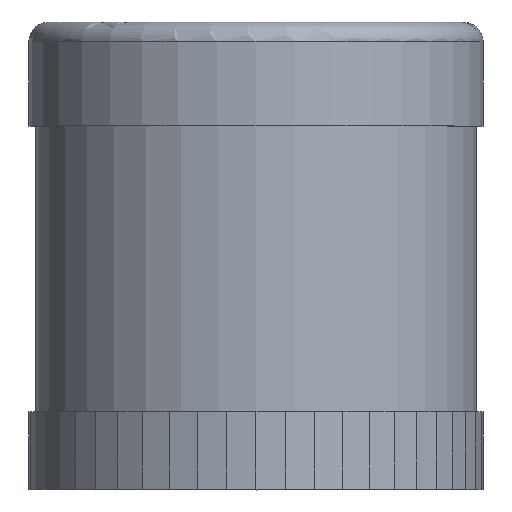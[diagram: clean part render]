
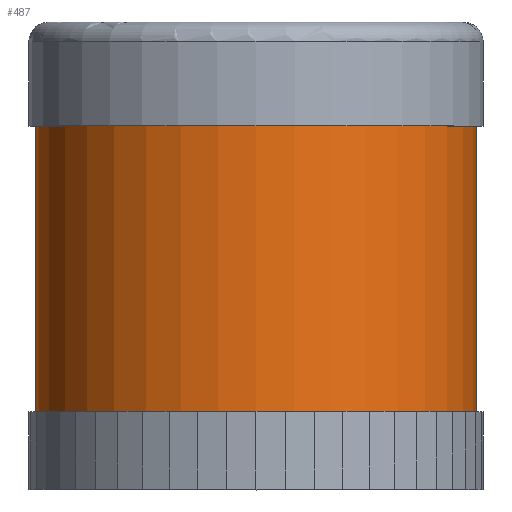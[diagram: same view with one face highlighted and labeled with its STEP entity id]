
A CAD part, top view. The second image highlights one B-rep face of the part: STEP entity #487.
In plain terms, the highlighted cylindrical face has radius 34 mm (diameter 68 mm), a partial arc.
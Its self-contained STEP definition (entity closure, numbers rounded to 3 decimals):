
#438=CYLINDRICAL_SURFACE('',#9463,34.);
#487=ADVANCED_FACE('NONE',(#1330),#438,.T.);
#1330=FACE_OUTER_BOUND('',#1801,.T.);
#1801=EDGE_LOOP('',(#2576,#2577,#2578,#2579));
#2346=CIRCLE('',#9461,34.);
#2347=CIRCLE('',#9462,34.);
#2576=ORIENTED_EDGE('',*,*,#6106,.F.);
#2577=ORIENTED_EDGE('',*,*,#6105,.F.);
#2578=ORIENTED_EDGE('',*,*,#6107,.T.);
#2579=ORIENTED_EDGE('',*,*,#6103,.T.);
#5220=VERTEX_POINT('',#12355);
#5221=VERTEX_POINT('',#12356);
#5222=VERTEX_POINT('',#12358);
#5223=VERTEX_POINT('',#12360);
#6103=EDGE_CURVE('NONE',#5222,#5220,#7399,.T.);
#6105=EDGE_CURVE('NONE',#5223,#5221,#7400,.T.);
#6106=EDGE_CURVE('NONE',#5221,#5220,#2346,.T.);
#6107=EDGE_CURVE('NONE',#5223,#5222,#2347,.T.);
#7399=LINE('',#12357,#8480);
#7400=LINE('',#12361,#8481);
#8480=VECTOR('',#10129,1.);
#8481=VECTOR('',#10132,1.);
#9461=AXIS2_PLACEMENT_3D('',#12363,#10135,#10136);
#9462=AXIS2_PLACEMENT_3D('',#12364,#10137,#10138);
#9463=AXIS2_PLACEMENT_3D('',#12365,#10139,#10140);
#10129=DIRECTION('',(0.,1.,0.));
#10132=DIRECTION('',(0.,1.,0.));
#10135=DIRECTION('',(0.,1.,0.));
#10136=DIRECTION('',(-1.,0.,0.));
#10137=DIRECTION('',(0.,1.,0.));
#10138=DIRECTION('',(-1.,0.,0.));
#10139=DIRECTION('',(0.,-1.,0.));
#10140=DIRECTION('',(-1.,0.,0.));
#12355=CARTESIAN_POINT('',(69.,56.,35.));
#12356=CARTESIAN_POINT('',(1.,56.,35.));
#12357=CARTESIAN_POINT('',(69.,57.25,35.));
#12358=CARTESIAN_POINT('',(69.,12.,35.));
#12360=CARTESIAN_POINT('',(1.,12.,35.));
#12361=CARTESIAN_POINT('',(1.,57.25,35.));
#12363=CARTESIAN_POINT('',(35.,56.,35.));
#12364=CARTESIAN_POINT('',(35.,12.,35.));
#12365=CARTESIAN_POINT('',(35.,57.25,35.));
